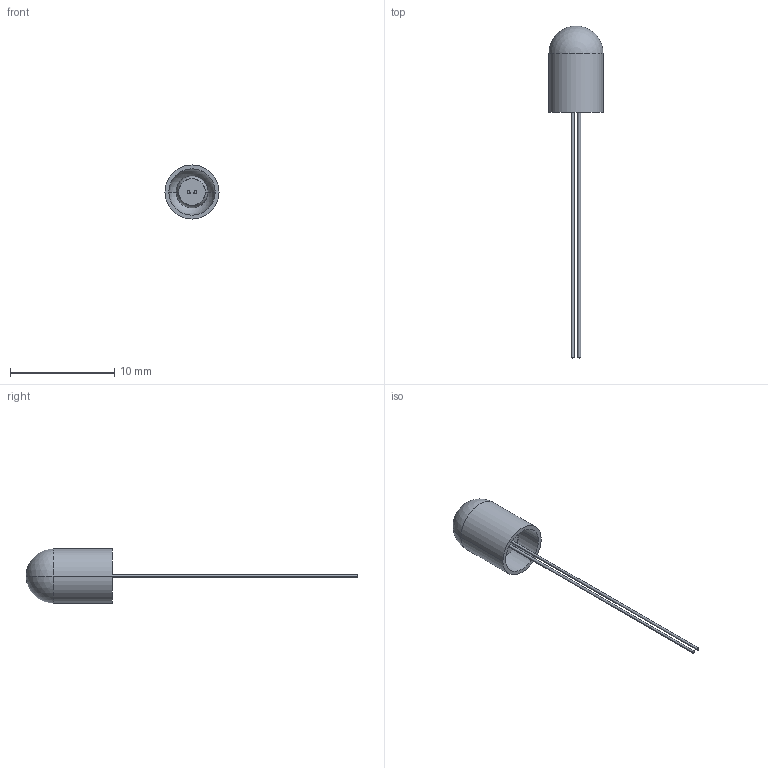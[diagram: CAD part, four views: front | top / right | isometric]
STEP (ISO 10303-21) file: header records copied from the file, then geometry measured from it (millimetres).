
FILE_DESCRIPTION (( 'STEP AP203' ), '1' );
FILE_NAME ('6838-1001.STEP', '2018-01-18T17:55:40', ( '' ), ( '' ), 'SwSTEP 2.0', 'SolidWorks 2016', '' );
FILE_SCHEMA (( 'CONFIG_CONTROL_DESIGN' ));
Length unit declared in the file: inch
Products named in the file (1): 6838-1001
Bounding box: 5.21 x 31.9 x 5.21 mm (x, y, z)
Volume: 51.3 mm3; surface area: 425.3 mm2
Topology: 2 solids, 3 shells, 93 faces, 213 edges, 123 vertices
Faces by surface type: bspline 56, cylinder 12, plane 9, torus 8, sphere 8
Entity records: 42044 total; most frequent: CARTESIAN_POINT 40154, ORIENTED_EDGE 394, DIRECTION 359, EDGE_CURVE 197, AXIS2_PLACEMENT_3D 160, CIRCLE 122, VERTEX_POINT 115, EDGE_LOOP 102
